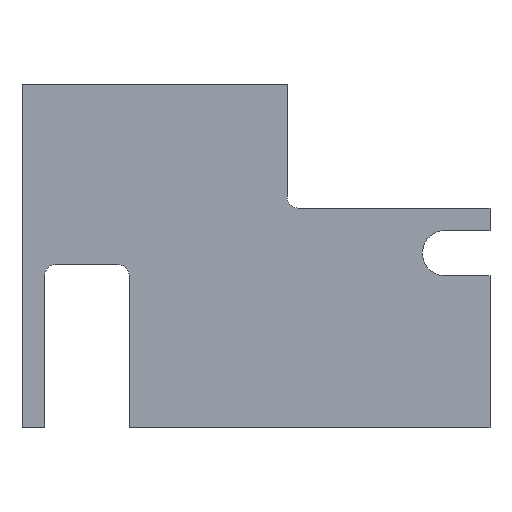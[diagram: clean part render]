
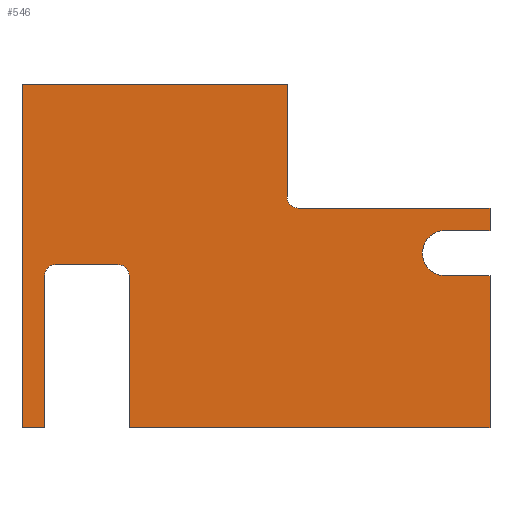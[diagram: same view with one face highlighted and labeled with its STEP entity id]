
A CAD part, top view. The second image highlights one B-rep face of the part: STEP entity #546.
In plain terms, the highlighted planar face has unit normal (0, 0, 1).
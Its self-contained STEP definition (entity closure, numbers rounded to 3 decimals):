
#43=PLANE('',#621);
#76=FACE_OUTER_BOUND('',#116,.T.);
#116=EDGE_LOOP('',(#486,#487,#488,#489,#490,#491,#492,#493,#494,#495,#496,
#497,#498,#499,#500,#501,#502));
#124=LINE('',#837,#174);
#129=LINE('',#851,#179);
#132=LINE('',#858,#182);
#136=LINE('',#867,#186);
#140=LINE('',#879,#190);
#145=LINE('',#893,#195);
#149=LINE('',#905,#199);
#152=LINE('',#911,#202);
#156=LINE('',#917,#206);
#161=LINE('',#927,#211);
#163=LINE('',#930,#213);
#164=LINE('',#933,#214);
#166=LINE('',#936,#216);
#174=VECTOR('',#689,10.);
#179=VECTOR('',#702,10.);
#182=VECTOR('',#707,10.);
#186=VECTOR('',#713,10.);
#190=VECTOR('',#725,10.);
#195=VECTOR('',#738,10.);
#199=VECTOR('',#750,10.);
#202=VECTOR('',#755,10.);
#206=VECTOR('',#761,10.);
#211=VECTOR('',#770,10.);
#213=VECTOR('',#774,10.);
#214=VECTOR('',#777,10.);
#216=VECTOR('',#781,10.);
#231=CIRCLE('',#597,20.);
#233=CIRCLE('',#603,10.);
#235=CIRCLE('',#607,10.);
#237=CIRCLE('',#611,10.);
#253=VERTEX_POINT('',#835);
#254=VERTEX_POINT('',#836);
#257=VERTEX_POINT('',#844);
#259=VERTEX_POINT('',#850);
#261=VERTEX_POINT('',#856);
#262=VERTEX_POINT('',#857);
#265=VERTEX_POINT('',#865);
#266=VERTEX_POINT('',#866);
#269=VERTEX_POINT('',#877);
#270=VERTEX_POINT('',#878);
#273=VERTEX_POINT('',#886);
#275=VERTEX_POINT('',#892);
#277=VERTEX_POINT('',#898);
#279=VERTEX_POINT('',#904);
#281=VERTEX_POINT('',#910);
#285=VERTEX_POINT('',#926);
#286=VERTEX_POINT('',#932);
#308=EDGE_CURVE('',#253,#254,#124,.T.);
#312=EDGE_CURVE('',#257,#253,#231,.T.);
#315=EDGE_CURVE('',#259,#257,#129,.T.);
#318=EDGE_CURVE('',#261,#262,#132,.T.);
#322=EDGE_CURVE('',#265,#266,#136,.T.);
#326=EDGE_CURVE('',#262,#265,#233,.T.);
#328=EDGE_CURVE('',#269,#270,#140,.T.);
#332=EDGE_CURVE('',#273,#269,#235,.T.);
#335=EDGE_CURVE('',#275,#273,#145,.T.);
#338=EDGE_CURVE('',#277,#275,#237,.T.);
#341=EDGE_CURVE('',#279,#277,#149,.T.);
#344=EDGE_CURVE('',#281,#259,#152,.T.);
#348=EDGE_CURVE('',#254,#261,#156,.T.);
#353=EDGE_CURVE('',#285,#279,#161,.T.);
#355=EDGE_CURVE('',#270,#281,#163,.T.);
#356=EDGE_CURVE('',#286,#285,#164,.T.);
#358=EDGE_CURVE('',#266,#286,#166,.T.);
#486=ORIENTED_EDGE('',*,*,#308,.T.);
#487=ORIENTED_EDGE('',*,*,#348,.T.);
#488=ORIENTED_EDGE('',*,*,#318,.T.);
#489=ORIENTED_EDGE('',*,*,#326,.T.);
#490=ORIENTED_EDGE('',*,*,#322,.T.);
#491=ORIENTED_EDGE('',*,*,#358,.T.);
#492=ORIENTED_EDGE('',*,*,#356,.T.);
#493=ORIENTED_EDGE('',*,*,#353,.T.);
#494=ORIENTED_EDGE('',*,*,#341,.T.);
#495=ORIENTED_EDGE('',*,*,#338,.T.);
#496=ORIENTED_EDGE('',*,*,#335,.T.);
#497=ORIENTED_EDGE('',*,*,#332,.T.);
#498=ORIENTED_EDGE('',*,*,#328,.T.);
#499=ORIENTED_EDGE('',*,*,#355,.T.);
#500=ORIENTED_EDGE('',*,*,#344,.T.);
#501=ORIENTED_EDGE('',*,*,#315,.T.);
#502=ORIENTED_EDGE('',*,*,#312,.T.);
#546=ADVANCED_FACE('',(#76),#43,.T.);
#597=AXIS2_PLACEMENT_3D('',#845,#695,#696);
#603=AXIS2_PLACEMENT_3D('',#874,#719,#720);
#607=AXIS2_PLACEMENT_3D('',#887,#731,#732);
#611=AXIS2_PLACEMENT_3D('',#899,#743,#744);
#621=AXIS2_PLACEMENT_3D('',#937,#782,#783);
#689=DIRECTION('',(1.,0.,0.));
#695=DIRECTION('center_axis',(0.,0.,-1.));
#696=DIRECTION('ref_axis',(0.,1.,0.));
#702=DIRECTION('',(-1.,0.,0.));
#707=DIRECTION('',(-1.,0.,0.));
#713=DIRECTION('',(0.,1.,0.));
#719=DIRECTION('center_axis',(0.,0.,-1.));
#720=DIRECTION('ref_axis',(-1.,0.,0.));
#725=DIRECTION('',(0.,-1.,0.));
#731=DIRECTION('center_axis',(0.,0.,-1.));
#732=DIRECTION('ref_axis',(1.,0.,0.));
#738=DIRECTION('',(1.,0.,0.));
#743=DIRECTION('center_axis',(0.,0.,-1.));
#744=DIRECTION('ref_axis',(0.,1.,0.));
#750=DIRECTION('',(0.,1.,0.));
#755=DIRECTION('',(0.,1.,0.));
#761=DIRECTION('',(0.,1.,0.));
#770=DIRECTION('',(1.,0.,0.));
#774=DIRECTION('',(1.,0.,0.));
#777=DIRECTION('',(0.,-1.,0.));
#781=DIRECTION('',(-1.,0.,0.));
#782=DIRECTION('center_axis',(0.,0.,1.));
#783=DIRECTION('ref_axis',(1.,0.,0.));
#835=CARTESIAN_POINT('',(167.5,22.5,10.));
#836=CARTESIAN_POINT('',(207.5,22.5,10.));
#837=CARTESIAN_POINT('',(83.75,22.5,10.));
#844=CARTESIAN_POINT('',(167.5,-17.5,10.));
#845=CARTESIAN_POINT('Origin',(167.5,2.5,10.));
#850=CARTESIAN_POINT('',(207.5,-17.5,10.));
#851=CARTESIAN_POINT('',(103.75,-17.5,10.));
#856=CARTESIAN_POINT('',(207.5,42.5,10.));
#857=CARTESIAN_POINT('',(37.5,42.5,10.));
#858=CARTESIAN_POINT('',(103.75,42.5,10.));
#865=CARTESIAN_POINT('',(27.5,52.5,10.));
#866=CARTESIAN_POINT('',(27.5,152.5,10.));
#867=CARTESIAN_POINT('',(27.5,26.25,10.));
#874=CARTESIAN_POINT('Origin',(37.5,52.5,10.));
#877=CARTESIAN_POINT('',(-112.5,-17.5,10.));
#878=CARTESIAN_POINT('',(-112.5,-152.5,10.));
#879=CARTESIAN_POINT('',(-112.5,-8.75,10.));
#886=CARTESIAN_POINT('',(-122.5,-7.5,10.));
#887=CARTESIAN_POINT('Origin',(-122.5,-17.5,10.));
#892=CARTESIAN_POINT('',(-177.5,-7.5,10.));
#893=CARTESIAN_POINT('',(-88.75,-7.5,10.));
#898=CARTESIAN_POINT('',(-187.5,-17.5,10.));
#899=CARTESIAN_POINT('Origin',(-177.5,-17.5,10.));
#904=CARTESIAN_POINT('',(-187.5,-152.5,10.));
#905=CARTESIAN_POINT('',(-187.5,-76.25,10.));
#910=CARTESIAN_POINT('',(207.5,-152.5,10.));
#911=CARTESIAN_POINT('',(207.5,-152.5,10.));
#917=CARTESIAN_POINT('',(207.5,-152.5,10.));
#926=CARTESIAN_POINT('',(-207.5,-152.5,10.));
#927=CARTESIAN_POINT('',(-207.5,-152.5,10.));
#930=CARTESIAN_POINT('',(-207.5,-152.5,10.));
#932=CARTESIAN_POINT('',(-207.5,152.5,10.));
#933=CARTESIAN_POINT('',(-207.5,152.5,10.));
#936=CARTESIAN_POINT('',(207.5,152.5,10.));
#937=CARTESIAN_POINT('Origin',(0.,0.,10.));
